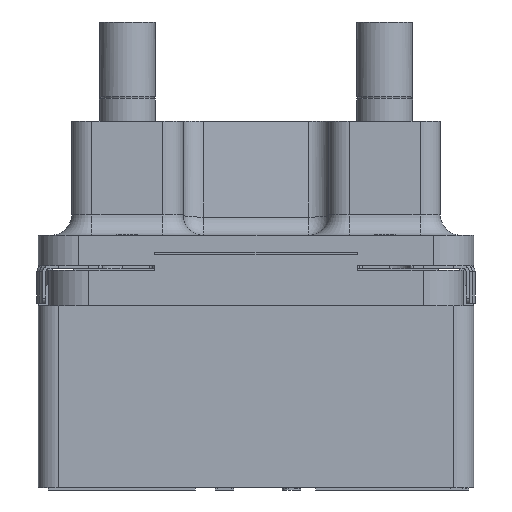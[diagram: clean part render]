
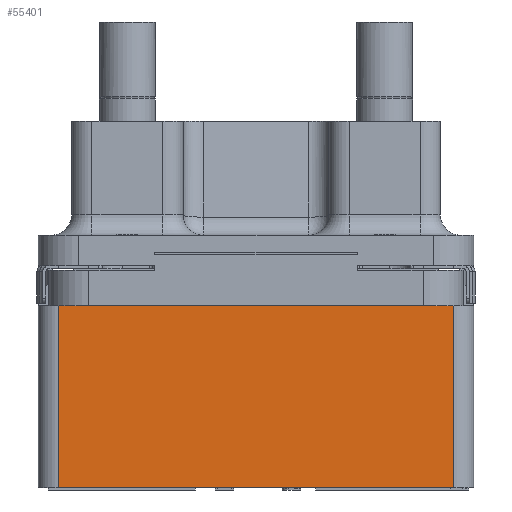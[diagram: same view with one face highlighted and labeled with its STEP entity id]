
A CAD part, left-side view. The second image highlights one B-rep face of the part: STEP entity #55401.
In plain terms, the highlighted planar face has unit normal (-1, 0, 0).
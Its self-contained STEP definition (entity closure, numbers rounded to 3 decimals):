
#9965=DIRECTION('',(0.,1.,0.));
#9966=VECTOR('',#9965,39.);
#9967=CARTESIAN_POINT('',(-19.5,-19.5,-3.95));
#9968=LINE('',#9967,#9966);
#10389=DIRECTION('',(0.,1.,0.));
#10390=VECTOR('',#10389,39.);
#10391=CARTESIAN_POINT('',(-19.5,-19.5,-21.95));
#10392=LINE('',#10391,#10390);
#11718=DIRECTION('',(0.,0.,-1.));
#11719=VECTOR('',#11718,18.);
#11720=CARTESIAN_POINT('',(-19.5,19.5,-3.95));
#11721=LINE('',#11720,#11719);
#11722=DIRECTION('',(0.,0.,-1.));
#11723=VECTOR('',#11722,18.);
#11724=CARTESIAN_POINT('',(-19.5,-19.5,-3.95));
#11725=LINE('',#11724,#11723);
#38173=CARTESIAN_POINT('',(-19.5,-19.5,-21.95));
#38174=CARTESIAN_POINT('',(-19.5,19.5,-21.95));
#38175=VERTEX_POINT('',#38173);
#38176=VERTEX_POINT('',#38174);
#38185=CARTESIAN_POINT('',(-19.5,-19.5,-3.95));
#38186=CARTESIAN_POINT('',(-19.5,19.5,-3.95));
#38187=VERTEX_POINT('',#38185);
#38188=VERTEX_POINT('',#38186);
#55389=CARTESIAN_POINT('',(-19.5,-19.5,-3.95));
#55390=DIRECTION('',(-1.,0.,0.));
#55391=DIRECTION('',(0.,1.,0.));
#55392=AXIS2_PLACEMENT_3D('',#55389,#55390,#55391);
#55393=PLANE('',#55392);
#55394=ORIENTED_EDGE('',*,*,#54082,.F.);
#55396=ORIENTED_EDGE('',*,*,#55395,.T.);
#55397=ORIENTED_EDGE('',*,*,#54638,.T.);
#55398=ORIENTED_EDGE('',*,*,#55382,.F.);
#55399=EDGE_LOOP('',(#55394,#55396,#55397,#55398));
#55400=FACE_OUTER_BOUND('',#55399,.F.);
#55401=ADVANCED_FACE('',(#55400),#55393,.T.);
#54082=EDGE_CURVE('',#38187,#38188,#9968,.T.);
#54638=EDGE_CURVE('',#38175,#38176,#10392,.T.);
#55382=EDGE_CURVE('',#38188,#38176,#11721,.T.);
#55395=EDGE_CURVE('',#38187,#38175,#11725,.T.);
